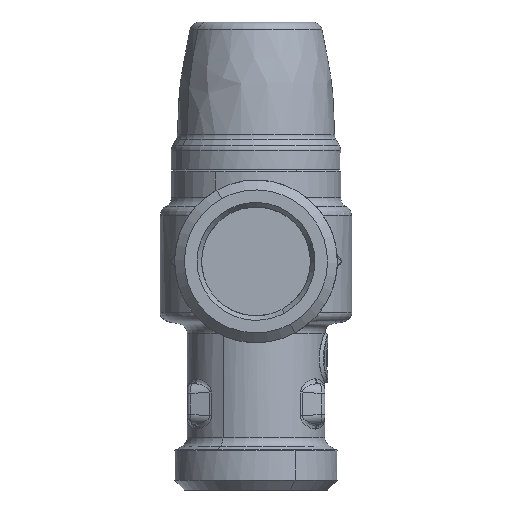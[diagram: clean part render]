
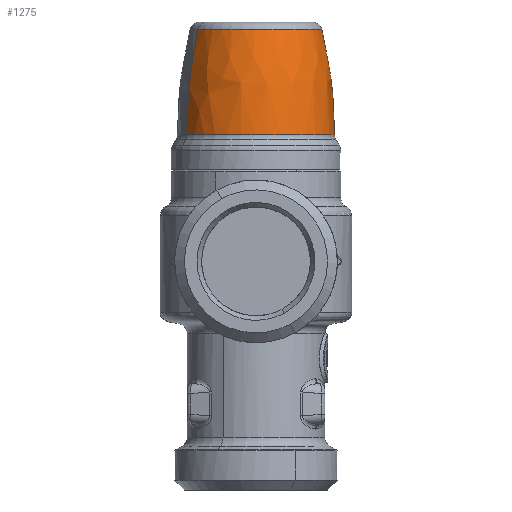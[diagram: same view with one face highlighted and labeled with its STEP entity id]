
A CAD part, left-side view. The second image highlights one B-rep face of the part: STEP entity #1275.
In plain terms, the highlighted face is a revolution surface.
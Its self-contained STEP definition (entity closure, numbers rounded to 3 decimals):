
#1144=CARTESIAN_POINT('Vertex',(6.427,-11.765,-130.686)) ;
#1151=CARTESIAN_POINT('Vertex',(-6.427,11.765,-130.686)) ;
#1177=CARTESIAN_POINT('Control Point',(7.675,-14.05,-152.08)) ;
#1178=CARTESIAN_POINT('Control Point',(7.712,-14.116,-146.677)) ;
#1179=CARTESIAN_POINT('Control Point',(7.515,-13.756,-141.266)) ;
#1180=CARTESIAN_POINT('Control Point',(7.084,-12.967,-135.914)) ;
#1181=CARTESIAN_POINT('Control Point',(6.427,-11.765,-130.686)) ;
#1182=CARTESIAN_POINT('Vertex',(7.675,-14.05,-152.08)) ;
#1189=CARTESIAN_POINT('Vertex',(-7.675,14.05,-152.08)) ;
#1193=CARTESIAN_POINT('Control Point',(-7.675,14.05,-152.08)) ;
#1194=CARTESIAN_POINT('Control Point',(-7.712,14.116,-146.677)) ;
#1195=CARTESIAN_POINT('Control Point',(-7.515,13.756,-141.266)) ;
#1196=CARTESIAN_POINT('Control Point',(-7.084,12.967,-135.914)) ;
#1197=CARTESIAN_POINT('Control Point',(-6.427,11.765,-130.686)) ;
#1211=CARTESIAN_POINT('Axis2P3D Location',(0.,0.,-130.686)) ;
#1255=CARTESIAN_POINT('Control Point',(0.,-16.01,-152.08)) ;
#1256=CARTESIAN_POINT('Control Point',(0.,-16.085,-146.677)) ;
#1257=CARTESIAN_POINT('Control Point',(0.,-15.675,-141.266)) ;
#1258=CARTESIAN_POINT('Control Point',(0.,-14.776,-135.914)) ;
#1259=CARTESIAN_POINT('Control Point',(0.,-13.407,-130.686)) ;
#1260=CARTESIAN_POINT('Axis1P Location',(0.,0.,-144.193)) ;
#1264=CARTESIAN_POINT('Axis2P3D Location',(0.,0.,-152.08)) ;
#1212=DIRECTION('Axis2P3D Direction',(0.,-0.,1.)) ;
#1261=DIRECTION('Axis1P Direction',(0.,0.,1.)) ;
#1265=DIRECTION('Axis2P3D Direction',(0.,0.,1.)) ;
#1213=AXIS2_PLACEMENT_3D('Circle Axis2P3D',#1211,#1212,$) ;
#1266=AXIS2_PLACEMENT_3D('Circle Axis2P3D',#1264,#1265,$) ;
#1270=ORIENTED_EDGE('',*,*,#1215,.F.) ;
#1271=ORIENTED_EDGE('',*,*,#1198,.F.) ;
#1272=ORIENTED_EDGE('',*,*,#1268,.F.) ;
#1273=ORIENTED_EDGE('',*,*,#1184,.T.) ;
#1275=ADVANCED_FACE('PartBody',(#1274),#1263,.T.) ;
#1262=AXIS1_PLACEMENT('Revolution Surface Axis1P',#1260,#1261) ;
#1176=B_SPLINE_CURVE_WITH_KNOTS('',4,(#1177,#1178,#1179,#1180,#1181),.UNSPECIFIED.,.F.,.U.,(5,5),(501.532,523.149),.UNSPECIFIED.) ;
#1192=B_SPLINE_CURVE_WITH_KNOTS('',4,(#1193,#1194,#1195,#1196,#1197),.UNSPECIFIED.,.F.,.U.,(5,5),(501.532,523.149),.UNSPECIFIED.) ;
#1254=B_SPLINE_CURVE_WITH_KNOTS('',4,(#1255,#1256,#1257,#1258,#1259),.UNSPECIFIED.,.F.,.U.,(5,5),(501.532,523.149),.UNSPECIFIED.) ;
#1214=CIRCLE('generated circle',#1213,13.407) ;
#1267=CIRCLE('generated circle',#1266,16.01) ;
#1184=EDGE_CURVE('',#1183,#1145,#1176,.T.) ;
#1198=EDGE_CURVE('',#1190,#1152,#1192,.T.) ;
#1215=EDGE_CURVE('',#1152,#1145,#1214,.T.) ;
#1268=EDGE_CURVE('',#1183,#1190,#1267,.F.) ;
#1269=EDGE_LOOP('',(#1270,#1271,#1272,#1273)) ;
#1274=FACE_OUTER_BOUND('',#1269,.T.) ;
#1263=SURFACE_OF_REVOLUTION('Surface of Revolution',#1254,#1262) ;
#1145=VERTEX_POINT('',#1144) ;
#1152=VERTEX_POINT('',#1151) ;
#1183=VERTEX_POINT('',#1182) ;
#1190=VERTEX_POINT('',#1189) ;
